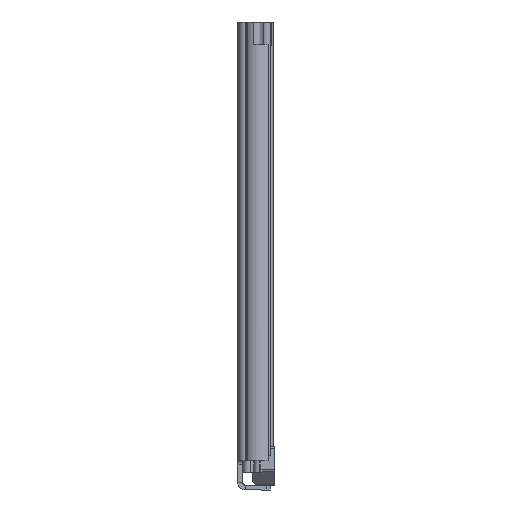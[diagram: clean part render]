
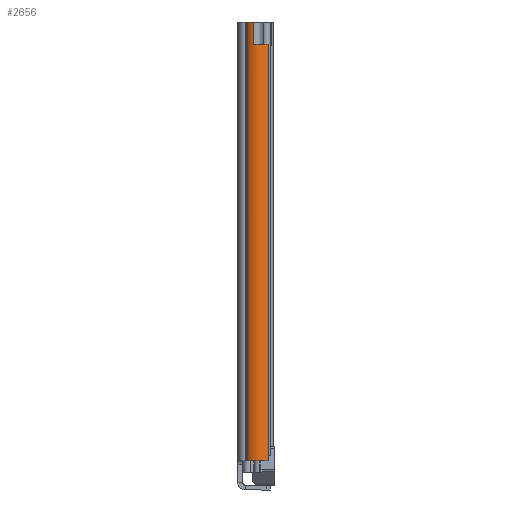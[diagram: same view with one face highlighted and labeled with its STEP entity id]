
A CAD part, front view. The second image highlights one B-rep face of the part: STEP entity #2656.
In plain terms, the highlighted cylindrical face has radius 7.6 mm (diameter 15.2 mm), a partial arc.
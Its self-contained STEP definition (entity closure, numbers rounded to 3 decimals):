
#159 = AXIS2_PLACEMENT_3D ( 'NONE', #9915, #5970, #16195 ) ;
#555 = ORIENTED_EDGE ( 'NONE', *, *, #9057, .F. ) ;
#630 = DIRECTION ( 'NONE',  ( 0., 0., 1. ) ) ;
#696 = ORIENTED_EDGE ( 'NONE', *, *, #8700, .T. ) ;
#955 = CARTESIAN_POINT ( 'NONE',  ( 10.602, -30.5, 0. ) ) ;
#1087 = CYLINDRICAL_SURFACE ( 'NONE', #9936, 7.6 ) ;
#1938 = LINE ( 'NONE', #4633, #5774 ) ;
#2047 = CARTESIAN_POINT ( 'NONE',  ( 5.244, -35.891, 0. ) ) ;
#2160 = CARTESIAN_POINT ( 'NONE',  ( 8.413, -37.778, 0. ) ) ;
#2517 = ORIENTED_EDGE ( 'NONE', *, *, #5990, .T. ) ;
#2638 = VERTEX_POINT ( 'NONE', #7753 ) ;
#2656 = ADVANCED_FACE ( 'NONE', ( #16374 ), #1087, .T. ) ;
#2784 = CIRCLE ( 'NONE', #11664, 7.6 ) ;
#3314 = VERTEX_POINT ( 'NONE', #3972 ) ;
#3543 = CARTESIAN_POINT ( 'NONE',  ( 5.244, -35.891, -254. ) ) ;
#3972 = CARTESIAN_POINT ( 'NONE',  ( 8.413, -37.778, -12.2 ) ) ;
#4237 = VERTEX_POINT ( 'NONE', #11849 ) ;
#4633 = CARTESIAN_POINT ( 'NONE',  ( 16.488, -35.307, -254. ) ) ;
#4746 = DIRECTION ( 'NONE',  ( 0., 0., -1. ) ) ;
#5200 = ORIENTED_EDGE ( 'NONE', *, *, #7420, .T. ) ;
#5765 = AXIS2_PLACEMENT_3D ( 'NONE', #12068, #8126, #9298 ) ;
#5774 = VECTOR ( 'NONE', #14624, 1000. ) ;
#5970 = DIRECTION ( 'NONE',  ( 0., 0., 1. ) ) ;
#5990 = EDGE_CURVE ( 'NONE', #15516, #13586, #2784, .T. ) ;
#6614 = CIRCLE ( 'NONE', #159, 7.6 ) ;
#6788 = EDGE_CURVE ( 'NONE', #14493, #2638, #7645, .T. ) ;
#7314 = VECTOR ( 'NONE', #630, 1000. ) ;
#7420 = EDGE_CURVE ( 'NONE', #2638, #4237, #1938, .T. ) ;
#7599 = LINE ( 'NONE', #7687, #11453 ) ;
#7645 = CIRCLE ( 'NONE', #5765, 7.6 ) ;
#7687 = CARTESIAN_POINT ( 'NONE',  ( 8.413, -37.778, -254. ) ) ;
#7753 = CARTESIAN_POINT ( 'NONE',  ( 16.488, -35.307, -238. ) ) ;
#8126 = DIRECTION ( 'NONE',  ( 0., 0., 1. ) ) ;
#8306 = EDGE_LOOP ( 'NONE', ( #8351, #5200, #555, #696, #2517, #11503 ) ) ;
#8351 = ORIENTED_EDGE ( 'NONE', *, *, #6788, .T. ) ;
#8700 = EDGE_CURVE ( 'NONE', #3314, #15516, #7599, .T. ) ;
#9057 = EDGE_CURVE ( 'NONE', #3314, #4237, #6614, .T. ) ;
#9298 = DIRECTION ( 'NONE',  ( 1., 0., 0. ) ) ;
#9915 = CARTESIAN_POINT ( 'NONE',  ( 10.602, -30.5, -12.2 ) ) ;
#9936 = AXIS2_PLACEMENT_3D ( 'NONE', #10006, #15105, #10094 ) ;
#10006 = CARTESIAN_POINT ( 'NONE',  ( 10.602, -30.5, -254. ) ) ;
#10094 = DIRECTION ( 'NONE',  ( 1., 0., 0. ) ) ;
#11077 = CARTESIAN_POINT ( 'NONE',  ( 5.244, -35.891, -238. ) ) ;
#11386 = DIRECTION ( 'NONE',  ( 0., 0., 1. ) ) ;
#11453 = VECTOR ( 'NONE', #11386, 1000. ) ;
#11503 = ORIENTED_EDGE ( 'NONE', *, *, #15830, .F. ) ;
#11664 = AXIS2_PLACEMENT_3D ( 'NONE', #955, #4746, #14981 ) ;
#11849 = CARTESIAN_POINT ( 'NONE',  ( 16.488, -35.307, -12.2 ) ) ;
#12068 = CARTESIAN_POINT ( 'NONE',  ( 10.602, -30.5, -238. ) ) ;
#12162 = LINE ( 'NONE', #3543, #7314 ) ;
#13586 = VERTEX_POINT ( 'NONE', #2047 ) ;
#14493 = VERTEX_POINT ( 'NONE', #11077 ) ;
#14624 = DIRECTION ( 'NONE',  ( 0., 0., 1. ) ) ;
#14981 = DIRECTION ( 'NONE',  ( 1., 0., 0. ) ) ;
#15105 = DIRECTION ( 'NONE',  ( 0., 0., 1. ) ) ;
#15516 = VERTEX_POINT ( 'NONE', #2160 ) ;
#15830 = EDGE_CURVE ( 'NONE', #14493, #13586, #12162, .T. ) ;
#16195 = DIRECTION ( 'NONE',  ( 1., 0., 0. ) ) ;
#16374 = FACE_OUTER_BOUND ( 'NONE', #8306, .T. ) ;
